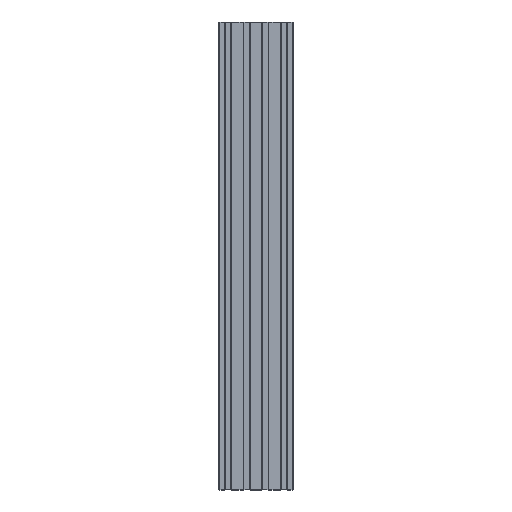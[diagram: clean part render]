
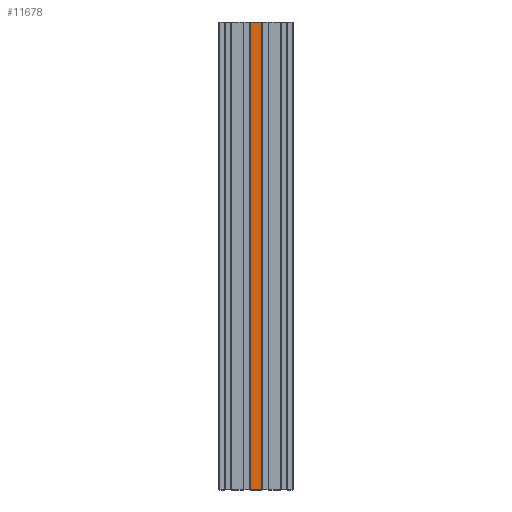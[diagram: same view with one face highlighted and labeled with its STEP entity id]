
A CAD part, top view. The second image highlights one B-rep face of the part: STEP entity #11678.
In plain terms, the highlighted planar face has unit normal (0, 0, 1).
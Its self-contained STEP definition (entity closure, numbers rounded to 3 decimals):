
#44 = PLANE('',#45);
#45 = AXIS2_PLACEMENT_3D('',#46,#47,#48);
#46 = CARTESIAN_POINT('',(29.998,250.,0.));
#47 = DIRECTION('',(0.,1.,0.));
#48 = DIRECTION('',(0.,0.,1.));
#100 = PLANE('',#101);
#101 = AXIS2_PLACEMENT_3D('',#102,#103,#104);
#102 = CARTESIAN_POINT('',(29.998,-250.,0.));
#103 = DIRECTION('',(0.,1.,0.));
#104 = DIRECTION('',(0.,0.,1.));
#854 = VERTEX_POINT('',#855);
#855 = CARTESIAN_POINT('',(23.6,250.,10.));
#874 = CYLINDRICAL_SURFACE('',#875,0.5);
#875 = AXIS2_PLACEMENT_3D('',#876,#877,#878);
#876 = CARTESIAN_POINT('',(23.1,-512.023,10.));
#877 = DIRECTION('',(0.,-1.,0.));
#878 = DIRECTION('',(1.,0.,0.));
#886 = EDGE_CURVE('',#854,#887,#889,.T.);
#887 = VERTEX_POINT('',#888);
#888 = CARTESIAN_POINT('',(36.4,250.,10.));
#889 = SURFACE_CURVE('',#890,(#894,#901),.PCURVE_S1.);
#890 = LINE('',#891,#892);
#891 = CARTESIAN_POINT('',(23.1,250.,10.));
#892 = VECTOR('',#893,1.);
#893 = DIRECTION('',(1.,0.,0.));
#894 = PCURVE('',#44,#895);
#895 = DEFINITIONAL_REPRESENTATION('',(#896),#900);
#896 = LINE('',#897,#898);
#897 = CARTESIAN_POINT('',(10.,-6.898));
#898 = VECTOR('',#899,1.);
#899 = DIRECTION('',(0.,1.));
#900 = ( GEOMETRIC_REPRESENTATION_CONTEXT(2) 
PARAMETRIC_REPRESENTATION_CONTEXT() REPRESENTATION_CONTEXT('2D SPACE',''
  ) );
#901 = PCURVE('',#902,#907);
#902 = PLANE('',#903);
#903 = AXIS2_PLACEMENT_3D('',#904,#905,#906);
#904 = CARTESIAN_POINT('',(23.1,250.,10.));
#905 = DIRECTION('',(0.,0.,1.));
#906 = DIRECTION('',(1.,0.,0.));
#907 = DEFINITIONAL_REPRESENTATION('',(#908),#912);
#908 = LINE('',#909,#910);
#909 = CARTESIAN_POINT('',(0.,0.));
#910 = VECTOR('',#911,1.);
#911 = DIRECTION('',(1.,0.));
#912 = ( GEOMETRIC_REPRESENTATION_CONTEXT(2) 
PARAMETRIC_REPRESENTATION_CONTEXT() REPRESENTATION_CONTEXT('2D SPACE',''
  ) );
#935 = CYLINDRICAL_SURFACE('',#936,0.5);
#936 = AXIS2_PLACEMENT_3D('',#937,#938,#939);
#937 = CARTESIAN_POINT('',(36.9,-512.023,10.));
#938 = DIRECTION('',(0.,-1.,0.));
#939 = DIRECTION('',(1.,0.,0.));
#5572 = VERTEX_POINT('',#5573);
#5573 = CARTESIAN_POINT('',(23.6,-250.,10.));
#5599 = EDGE_CURVE('',#5572,#5600,#5602,.T.);
#5600 = VERTEX_POINT('',#5601);
#5601 = CARTESIAN_POINT('',(36.4,-250.,10.));
#5602 = SURFACE_CURVE('',#5603,(#5607,#5614),.PCURVE_S1.);
#5603 = LINE('',#5604,#5605);
#5604 = CARTESIAN_POINT('',(23.1,-250.,10.));
#5605 = VECTOR('',#5606,1.);
#5606 = DIRECTION('',(1.,0.,0.));
#5607 = PCURVE('',#100,#5608);
#5608 = DEFINITIONAL_REPRESENTATION('',(#5609),#5613);
#5609 = LINE('',#5610,#5611);
#5610 = CARTESIAN_POINT('',(10.,-6.898));
#5611 = VECTOR('',#5612,1.);
#5612 = DIRECTION('',(0.,1.));
#5613 = ( GEOMETRIC_REPRESENTATION_CONTEXT(2) 
PARAMETRIC_REPRESENTATION_CONTEXT() REPRESENTATION_CONTEXT('2D SPACE',''
  ) );
#5614 = PCURVE('',#902,#5615);
#5615 = DEFINITIONAL_REPRESENTATION('',(#5616),#5620);
#5616 = LINE('',#5617,#5618);
#5617 = CARTESIAN_POINT('',(0.,-500.));
#5618 = VECTOR('',#5619,1.);
#5619 = DIRECTION('',(1.,0.));
#5620 = ( GEOMETRIC_REPRESENTATION_CONTEXT(2) 
PARAMETRIC_REPRESENTATION_CONTEXT() REPRESENTATION_CONTEXT('2D SPACE',''
  ) );
#11655 = EDGE_CURVE('',#887,#5600,#11656,.T.);
#11656 = SURFACE_CURVE('',#11657,(#11661,#11668),.PCURVE_S1.);
#11657 = LINE('',#11658,#11659);
#11658 = CARTESIAN_POINT('',(36.4,-512.023,10.));
#11659 = VECTOR('',#11660,1.);
#11660 = DIRECTION('',(0.,-1.,0.));
#11661 = PCURVE('',#935,#11662);
#11662 = DEFINITIONAL_REPRESENTATION('',(#11663),#11667);
#11663 = LINE('',#11664,#11665);
#11664 = CARTESIAN_POINT('',(3.142,0.));
#11665 = VECTOR('',#11666,1.);
#11666 = DIRECTION('',(0.,1.));
#11667 = ( GEOMETRIC_REPRESENTATION_CONTEXT(2) 
PARAMETRIC_REPRESENTATION_CONTEXT() REPRESENTATION_CONTEXT('2D SPACE',''
  ) );
#11668 = PCURVE('',#902,#11669);
#11669 = DEFINITIONAL_REPRESENTATION('',(#11670),#11674);
#11670 = LINE('',#11671,#11672);
#11671 = CARTESIAN_POINT('',(13.3,-762.023));
#11672 = VECTOR('',#11673,1.);
#11673 = DIRECTION('',(0.,-1.));
#11674 = ( GEOMETRIC_REPRESENTATION_CONTEXT(2) 
PARAMETRIC_REPRESENTATION_CONTEXT() REPRESENTATION_CONTEXT('2D SPACE',''
  ) );
#11678 = ADVANCED_FACE('',(#11679),#902,.T.);
#11679 = FACE_BOUND('',#11680,.T.);
#11680 = EDGE_LOOP('',(#11681,#11682,#11703,#11704));
#11681 = ORIENTED_EDGE('',*,*,#886,.F.);
#11682 = ORIENTED_EDGE('',*,*,#11683,.F.);
#11683 = EDGE_CURVE('',#5572,#854,#11684,.T.);
#11684 = SURFACE_CURVE('',#11685,(#11689,#11696),.PCURVE_S1.);
#11685 = LINE('',#11686,#11687);
#11686 = CARTESIAN_POINT('',(23.6,-512.023,10.));
#11687 = VECTOR('',#11688,1.);
#11688 = DIRECTION('',(0.,1.,0.));
#11689 = PCURVE('',#902,#11690);
#11690 = DEFINITIONAL_REPRESENTATION('',(#11691),#11695);
#11691 = LINE('',#11692,#11693);
#11692 = CARTESIAN_POINT('',(0.5,-762.023));
#11693 = VECTOR('',#11694,1.);
#11694 = DIRECTION('',(0.,1.));
#11695 = ( GEOMETRIC_REPRESENTATION_CONTEXT(2) 
PARAMETRIC_REPRESENTATION_CONTEXT() REPRESENTATION_CONTEXT('2D SPACE',''
  ) );
#11696 = PCURVE('',#874,#11697);
#11697 = DEFINITIONAL_REPRESENTATION('',(#11698),#11702);
#11698 = LINE('',#11699,#11700);
#11699 = CARTESIAN_POINT('',(6.283,0.));
#11700 = VECTOR('',#11701,1.);
#11701 = DIRECTION('',(0.,-1.));
#11702 = ( GEOMETRIC_REPRESENTATION_CONTEXT(2) 
PARAMETRIC_REPRESENTATION_CONTEXT() REPRESENTATION_CONTEXT('2D SPACE',''
  ) );
#11703 = ORIENTED_EDGE('',*,*,#5599,.T.);
#11704 = ORIENTED_EDGE('',*,*,#11655,.F.);
